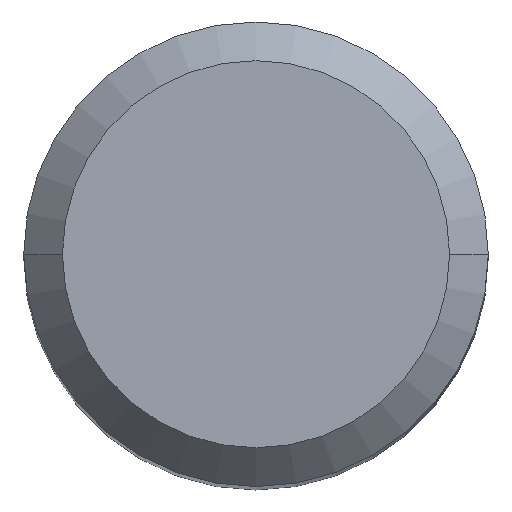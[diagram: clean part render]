
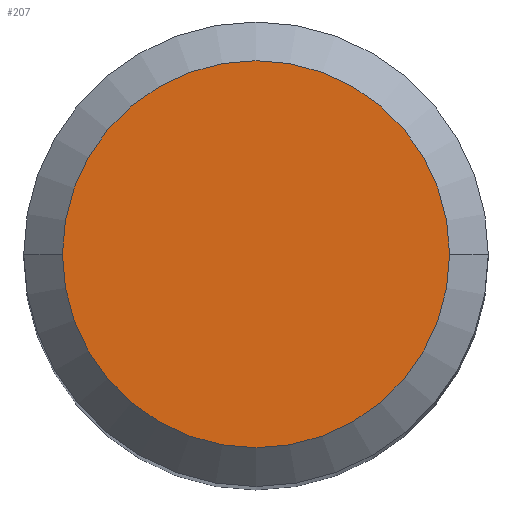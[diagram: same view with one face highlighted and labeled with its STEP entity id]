
A CAD part, top view. The second image highlights one B-rep face of the part: STEP entity #207.
In plain terms, the highlighted planar face has unit normal (0, 0, 1).
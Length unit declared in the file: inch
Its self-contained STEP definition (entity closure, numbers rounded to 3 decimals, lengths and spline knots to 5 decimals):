
#8 = PLANE ( 'NONE',  #119 ) ;
#28 = DIRECTION ( 'NONE',  ( 1., 0., 0. ) ) ;
#38 = VERTEX_POINT ( 'NONE', #144 ) ;
#65 = EDGE_CURVE ( 'NONE', #38, #177, #277, .T. ) ;
#89 = ORIENTED_EDGE ( 'NONE', *, *, #322, .T. ) ;
#106 = DIRECTION ( 'NONE',  ( 0., 0., 1. ) ) ;
#112 = DIRECTION ( 'NONE',  ( 0., 0., -1. ) ) ;
#115 = FACE_OUTER_BOUND ( 'NONE', #368, .T. ) ;
#119 = AXIS2_PLACEMENT_3D ( 'NONE', #428, #112, #260 ) ;
#144 = CARTESIAN_POINT ( 'NONE',  ( -0.15625, 0., 0. ) ) ;
#177 = VERTEX_POINT ( 'NONE', #393 ) ;
#207 = ADVANCED_FACE ( 'NONE', ( #115 ), #8, .F. ) ;
#218 = CARTESIAN_POINT ( 'NONE',  ( 0., 0., 0. ) ) ;
#260 = DIRECTION ( 'NONE',  ( -1., 0., 0. ) ) ;
#275 = CARTESIAN_POINT ( 'NONE',  ( 0., 0., 0. ) ) ;
#277 = CIRCLE ( 'NONE', #331, 0.15625 ) ;
#287 = AXIS2_PLACEMENT_3D ( 'NONE', #275, #307, #28 ) ;
#307 = DIRECTION ( 'NONE',  ( 0., 0., 1. ) ) ;
#322 = EDGE_CURVE ( 'NONE', #177, #38, #419, .T. ) ;
#331 = AXIS2_PLACEMENT_3D ( 'NONE', #218, #106, #389 ) ;
#352 = ORIENTED_EDGE ( 'NONE', *, *, #65, .T. ) ;
#368 = EDGE_LOOP ( 'NONE', ( #352, #89 ) ) ;
#389 = DIRECTION ( 'NONE',  ( 1., 0., 0. ) ) ;
#393 = CARTESIAN_POINT ( 'NONE',  ( 0.15625, 0., 0. ) ) ;
#419 = CIRCLE ( 'NONE', #287, 0.15625 ) ;
#428 = CARTESIAN_POINT ( 'NONE',  ( 0., 0., 0. ) ) ;
